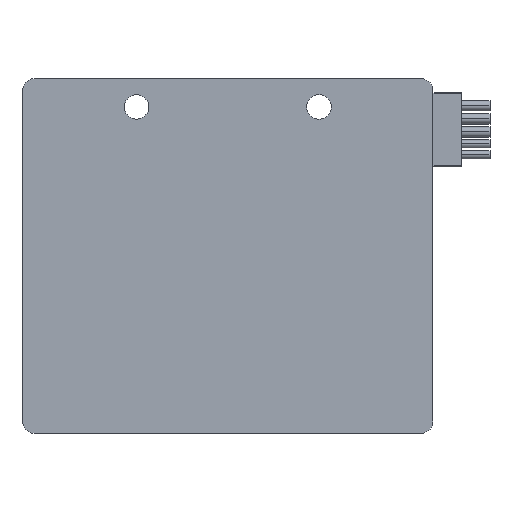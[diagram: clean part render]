
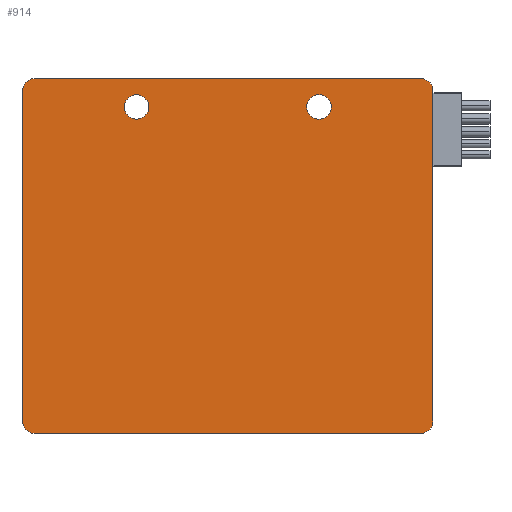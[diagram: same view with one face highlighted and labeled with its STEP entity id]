
A CAD part, top view. The second image highlights one B-rep face of the part: STEP entity #914.
In plain terms, the highlighted planar face has unit normal (0, 0, 1).
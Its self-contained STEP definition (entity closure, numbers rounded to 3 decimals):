
#203=CARTESIAN_POINT('',(-33.8,28.9,3.25));
#204=DIRECTION('',(0.,0.,1.));
#205=DIRECTION('',(0.,1.,0.));
#206=AXIS2_PLACEMENT_3D('',#203,#204,#205);
#208=DIRECTION('',(-1.,0.,0.));
#209=VECTOR('',#208,67.6);
#210=CARTESIAN_POINT('',(33.8,31.1,3.25));
#211=LINE('',#210,#209);
#212=CARTESIAN_POINT('',(33.8,28.9,3.25));
#213=DIRECTION('',(0.,0.,1.));
#214=DIRECTION('',(1.,0.,0.));
#215=AXIS2_PLACEMENT_3D('',#212,#213,#214);
#217=DIRECTION('',(0.,1.,0.));
#218=VECTOR('',#217,57.9);
#219=CARTESIAN_POINT('',(36.,-29.,3.25));
#220=LINE('',#219,#218);
#221=CARTESIAN_POINT('',(33.8,-29.,3.25));
#222=DIRECTION('',(0.,0.,1.));
#223=DIRECTION('',(0.,-1.,0.));
#224=AXIS2_PLACEMENT_3D('',#221,#222,#223);
#226=DIRECTION('',(1.,0.,0.));
#227=VECTOR('',#226,67.6);
#228=CARTESIAN_POINT('',(-33.8,-31.2,3.25));
#229=LINE('',#228,#227);
#230=CARTESIAN_POINT('',(-33.8,-29.,3.25));
#231=DIRECTION('',(0.,0.,1.));
#232=DIRECTION('',(-1.,0.,0.));
#233=AXIS2_PLACEMENT_3D('',#230,#231,#232);
#235=DIRECTION('',(0.,-1.,0.));
#236=VECTOR('',#235,57.9);
#237=CARTESIAN_POINT('',(-36.,28.9,3.25));
#238=LINE('',#237,#236);
#239=CARTESIAN_POINT('',(16.,26.1,3.25));
#240=DIRECTION('',(0.,0.,1.));
#241=DIRECTION('',(1.,0.,0.));
#242=AXIS2_PLACEMENT_3D('',#239,#240,#241);
#244=CARTESIAN_POINT('',(16.,26.1,3.25));
#245=DIRECTION('',(0.,0.,1.));
#246=DIRECTION('',(-1.,0.,0.));
#247=AXIS2_PLACEMENT_3D('',#244,#245,#246);
#249=CARTESIAN_POINT('',(-16.,26.1,3.25));
#250=DIRECTION('',(0.,0.,1.));
#251=DIRECTION('',(1.,0.,0.));
#252=AXIS2_PLACEMENT_3D('',#249,#250,#251);
#254=CARTESIAN_POINT('',(-16.,26.1,3.25));
#255=DIRECTION('',(0.,0.,1.));
#256=DIRECTION('',(-1.,0.,0.));
#257=AXIS2_PLACEMENT_3D('',#254,#255,#256);
#555=CARTESIAN_POINT('',(-33.8,31.1,3.25));
#556=VERTEX_POINT('',#555);
#557=CARTESIAN_POINT('',(-36.,28.9,3.25));
#558=VERTEX_POINT('',#557);
#563=CARTESIAN_POINT('',(-36.,-29.,3.25));
#564=VERTEX_POINT('',#563);
#565=CARTESIAN_POINT('',(-33.8,-31.2,3.25));
#566=VERTEX_POINT('',#565);
#571=CARTESIAN_POINT('',(33.8,-31.2,3.25));
#572=VERTEX_POINT('',#571);
#573=CARTESIAN_POINT('',(36.,-29.,3.25));
#574=VERTEX_POINT('',#573);
#579=CARTESIAN_POINT('',(36.,28.9,3.25));
#580=VERTEX_POINT('',#579);
#581=CARTESIAN_POINT('',(33.8,31.1,3.25));
#582=VERTEX_POINT('',#581);
#583=CARTESIAN_POINT('',(18.15,26.1,3.25));
#584=CARTESIAN_POINT('',(13.85,26.1,3.25));
#585=VERTEX_POINT('',#583);
#586=VERTEX_POINT('',#584);
#591=CARTESIAN_POINT('',(-13.85,26.1,3.25));
#592=CARTESIAN_POINT('',(-18.15,26.1,3.25));
#593=VERTEX_POINT('',#591);
#594=VERTEX_POINT('',#592);
#887=CARTESIAN_POINT('',(0.,-0.05,3.25));
#888=DIRECTION('',(0.,0.,1.));
#889=DIRECTION('',(1.,0.,0.));
#890=AXIS2_PLACEMENT_3D('',#887,#888,#889);
#891=PLANE('',#890);
#892=ORIENTED_EDGE('',*,*,#747,.F.);
#893=ORIENTED_EDGE('',*,*,#763,.F.);
#894=ORIENTED_EDGE('',*,*,#776,.F.);
#895=ORIENTED_EDGE('',*,*,#789,.F.);
#896=ORIENTED_EDGE('',*,*,#822,.F.);
#897=ORIENTED_EDGE('',*,*,#835,.F.);
#898=ORIENTED_EDGE('',*,*,#850,.F.);
#899=ORIENTED_EDGE('',*,*,#862,.F.);
#900=EDGE_LOOP('',(#892,#893,#894,#895,#896,#897,#898,#899));
#901=FACE_OUTER_BOUND('',#900,.F.);
#903=ORIENTED_EDGE('',*,*,#902,.T.);
#905=ORIENTED_EDGE('',*,*,#904,.T.);
#906=EDGE_LOOP('',(#903,#905));
#907=FACE_BOUND('',#906,.F.);
#909=ORIENTED_EDGE('',*,*,#908,.T.);
#911=ORIENTED_EDGE('',*,*,#910,.T.);
#912=EDGE_LOOP('',(#909,#911));
#913=FACE_BOUND('',#912,.F.);
#207=CIRCLE('',#206,2.2);
#216=CIRCLE('',#215,2.2);
#225=CIRCLE('',#224,2.2);
#234=CIRCLE('',#233,2.2);
#243=CIRCLE('',#242,2.15);
#248=CIRCLE('',#247,2.15);
#253=CIRCLE('',#252,2.15);
#258=CIRCLE('',#257,2.15);
#747=EDGE_CURVE('',#556,#558,#207,.T.);
#763=EDGE_CURVE('',#582,#556,#211,.T.);
#776=EDGE_CURVE('',#580,#582,#216,.T.);
#789=EDGE_CURVE('',#574,#580,#220,.T.);
#822=EDGE_CURVE('',#572,#574,#225,.T.);
#835=EDGE_CURVE('',#566,#572,#229,.T.);
#850=EDGE_CURVE('',#564,#566,#234,.T.);
#862=EDGE_CURVE('',#558,#564,#238,.T.);
#902=EDGE_CURVE('',#585,#586,#243,.T.);
#904=EDGE_CURVE('',#586,#585,#248,.T.);
#908=EDGE_CURVE('',#593,#594,#253,.T.);
#910=EDGE_CURVE('',#594,#593,#258,.T.);
#914=ADVANCED_FACE('',(#901,#907,#913),#891,.T.);
